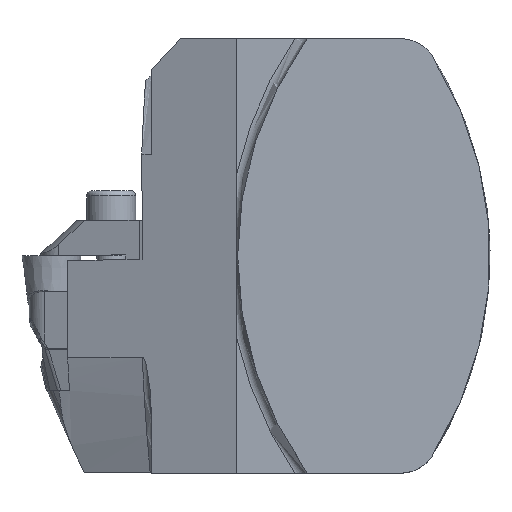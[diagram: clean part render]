
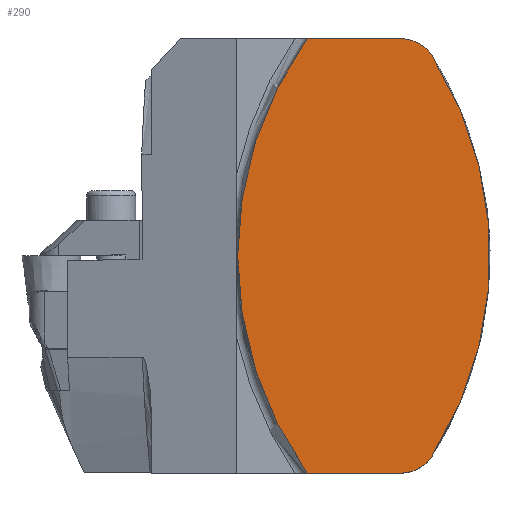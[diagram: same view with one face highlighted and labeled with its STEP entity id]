
A CAD part, top view. The second image highlights one B-rep face of the part: STEP entity #290.
In plain terms, the highlighted planar face has unit normal (0, 0, 1).
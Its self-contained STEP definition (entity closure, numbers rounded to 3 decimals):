
#290=ADVANCED_FACE('',(#452),#388,.T.);
#388=PLANE('',#2023);
#452=FACE_OUTER_BOUND('',#548,.T.);
#548=EDGE_LOOP('',(#1007,#1008,#1009,#1010,#1011,#1012));
#691=LINE('',#2899,#828);
#692=LINE('',#2904,#829);
#828=VECTOR('',#2304,1.);
#829=VECTOR('',#2309,1.);
#1007=ORIENTED_EDGE('',*,*,#1673,.F.);
#1008=ORIENTED_EDGE('',*,*,#1674,.T.);
#1009=ORIENTED_EDGE('',*,*,#1675,.T.);
#1010=ORIENTED_EDGE('',*,*,#1620,.F.);
#1011=ORIENTED_EDGE('',*,*,#1676,.T.);
#1012=ORIENTED_EDGE('',*,*,#1677,.F.);
#1450=VERTEX_POINT('',#2758);
#1451=VERTEX_POINT('',#2759);
#1492=VERTEX_POINT('',#2897);
#1493=VERTEX_POINT('',#2898);
#1494=VERTEX_POINT('',#2900);
#1495=VERTEX_POINT('',#2903);
#1620=EDGE_CURVE('',#1450,#1451,#1861,.T.);
#1673=EDGE_CURVE('',#1492,#1493,#1869,.T.);
#1674=EDGE_CURVE('',#1492,#1494,#691,.T.);
#1675=EDGE_CURVE('',#1494,#1451,#1870,.T.);
#1676=EDGE_CURVE('',#1450,#1495,#1871,.T.);
#1677=EDGE_CURVE('',#1493,#1495,#692,.T.);
#1861=CIRCLE('',#1995,60.25);
#1869=CIRCLE('',#2020,60.25);
#1870=CIRCLE('',#2021,6.);
#1871=CIRCLE('',#2022,6.);
#1995=AXIS2_PLACEMENT_3D('',#2757,#2220,#2221);
#2020=AXIS2_PLACEMENT_3D('',#2896,#2302,#2303);
#2021=AXIS2_PLACEMENT_3D('',#2901,#2305,#2306);
#2022=AXIS2_PLACEMENT_3D('',#2902,#2307,#2308);
#2023=AXIS2_PLACEMENT_3D('',#2905,#2310,#2311);
#2220=DIRECTION('',(0.,0.,-1.));
#2221=DIRECTION('',(1.,0.,0.));
#2302=DIRECTION('',(0.,0.,-1.));
#2303=DIRECTION('',(1.,0.,0.));
#2304=DIRECTION('',(1.,0.,0.));
#2305=DIRECTION('',(0.,0.,1.));
#2306=DIRECTION('',(1.,0.,0.));
#2307=DIRECTION('',(0.,0.,1.));
#2308=DIRECTION('',(1.,0.,0.));
#2309=DIRECTION('',(1.,0.,0.));
#2310=DIRECTION('',(0.,0.,1.));
#2311=DIRECTION('',(1.,0.,0.));
#2757=CARTESIAN_POINT('',(-39.85,0.,0.));
#2758=CARTESIAN_POINT('',(11.069,32.207,0.));
#2759=CARTESIAN_POINT('',(11.069,-32.207,0.));
#2896=CARTESIAN_POINT('',(40.,0.,0.));
#2897=CARTESIAN_POINT('',(-9.041,-35.,0.));
#2898=CARTESIAN_POINT('',(-9.041,35.,0.));
#2899=CARTESIAN_POINT('',(-5.552,-35.,0.));
#2900=CARTESIAN_POINT('',(5.998,-35.,0.));
#2901=CARTESIAN_POINT('',(5.998,-29.,0.));
#2902=CARTESIAN_POINT('',(5.998,29.,0.));
#2903=CARTESIAN_POINT('',(5.998,35.,0.));
#2904=CARTESIAN_POINT('',(-47.425,35.,0.));
#2905=CARTESIAN_POINT('',(-40.,0.,0.));
